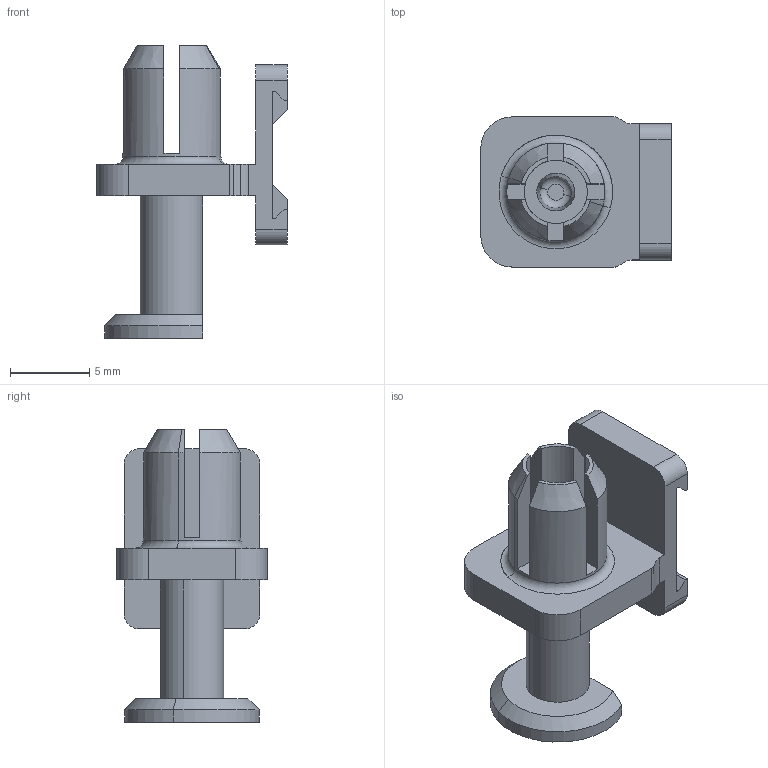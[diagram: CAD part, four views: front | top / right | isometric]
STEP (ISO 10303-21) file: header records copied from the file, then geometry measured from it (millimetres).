
FILE_DESCRIPTION(('CATIA V5 STEP Exchange','CAx-IF Rec.Pracs.--- Model Styling and Organization---1.4--- 2014-01-23'),'2;1');
FILE_NAME ('D1567050_0_1307580000_1307580000 .stp','2023-03-16T07:07:23+00:00',('none'),('Weidmueller'),'CATIA Version 5-6 Release 2016 SP3 HF44','CATIA V5 STEP AP214','none');
FILE_SCHEMA(('AUTOMOTIVE_DESIGN { 1 0 10303 214 1 1 1 1 }'));
Length unit declared in the file: millimetre
Products named in the file (1): 1307580000 
Bounding box: 12.05 x 9.5 x 18.5 mm (x, y, z)
Volume: 540.8 mm3; surface area: 1075.9 mm2
Topology: 2 solids, 2 shells, 85 faces, 228 edges, 149 vertices
Faces by surface type: plane 48, cylinder 23, cone 10, torus 4
Entity records: 2574 total; most frequent: CARTESIAN_POINT 534, ORIENTED_EDGE 456, DIRECTION 342, EDGE_CURVE 228, VERTEX_POINT 149, AXIS2_PLACEMENT_3D 140, VECTOR 138, LINE 138
